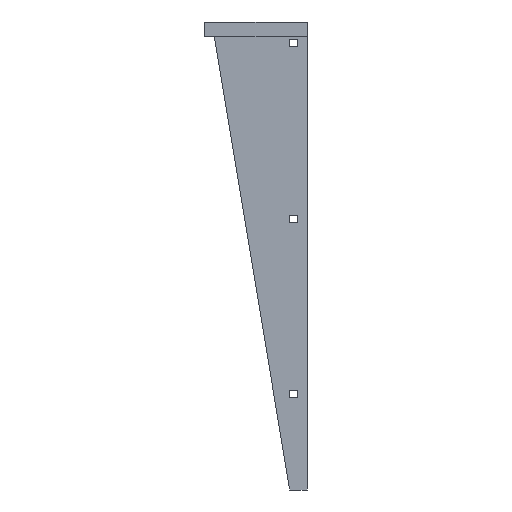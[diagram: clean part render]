
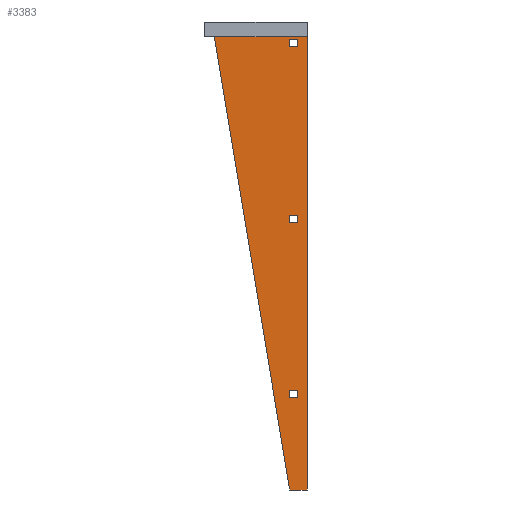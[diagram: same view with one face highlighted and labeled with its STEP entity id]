
A CAD part, left-side view. The second image highlights one B-rep face of the part: STEP entity #3383.
In plain terms, the highlighted planar face has unit normal (-1, 0, 0).
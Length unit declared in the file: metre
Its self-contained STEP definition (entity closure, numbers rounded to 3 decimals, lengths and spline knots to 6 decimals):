
#62=LINE('',#4721,#460);
#142=LINE('',#4923,#540);
#171=LINE('',#4981,#569);
#172=LINE('',#4982,#570);
#173=LINE('',#4983,#571);
#174=LINE('',#4986,#572);
#175=LINE('',#4988,#573);
#176=LINE('',#4990,#574);
#177=LINE('',#4991,#575);
#178=LINE('',#4994,#576);
#179=LINE('',#4996,#577);
#180=LINE('',#4998,#578);
#181=LINE('',#4999,#579);
#182=LINE('',#5002,#580);
#183=LINE('',#5004,#581);
#184=LINE('',#5006,#582);
#460=VECTOR('',#3804,1.);
#540=VECTOR('',#3948,1.);
#569=VECTOR('',#3997,1.);
#570=VECTOR('',#3998,1.);
#571=VECTOR('',#3999,1.);
#572=VECTOR('',#4000,1.);
#573=VECTOR('',#4001,1.);
#574=VECTOR('',#4002,1.);
#575=VECTOR('',#4003,1.);
#576=VECTOR('',#4004,1.);
#577=VECTOR('',#4005,1.);
#578=VECTOR('',#4006,1.);
#579=VECTOR('',#4007,1.);
#580=VECTOR('',#4008,1.);
#581=VECTOR('',#4009,1.);
#582=VECTOR('',#4010,1.);
#1003=ORIENTED_EDGE('',*,*,#1847,.F.);
#1004=ORIENTED_EDGE('',*,*,#1973,.T.);
#1005=ORIENTED_EDGE('',*,*,#1944,.T.);
#1006=ORIENTED_EDGE('',*,*,#1974,.F.);
#1007=ORIENTED_EDGE('',*,*,#1975,.F.);
#1008=ORIENTED_EDGE('',*,*,#1976,.F.);
#1009=ORIENTED_EDGE('',*,*,#1977,.F.);
#1010=ORIENTED_EDGE('',*,*,#1978,.T.);
#1011=ORIENTED_EDGE('',*,*,#1979,.F.);
#1012=ORIENTED_EDGE('',*,*,#1980,.F.);
#1013=ORIENTED_EDGE('',*,*,#1981,.F.);
#1014=ORIENTED_EDGE('',*,*,#1982,.T.);
#1015=ORIENTED_EDGE('',*,*,#1983,.F.);
#1016=ORIENTED_EDGE('',*,*,#1984,.F.);
#1017=ORIENTED_EDGE('',*,*,#1985,.T.);
#1018=ORIENTED_EDGE('',*,*,#1986,.F.);
#1847=EDGE_CURVE('',#2340,#2341,#62,.T.);
#1944=EDGE_CURVE('',#2431,#2430,#142,.T.);
#1973=EDGE_CURVE('',#2340,#2431,#171,.T.);
#1974=EDGE_CURVE('',#2341,#2430,#172,.T.);
#1975=EDGE_CURVE('',#2450,#2451,#173,.T.);
#1976=EDGE_CURVE('',#2452,#2450,#174,.T.);
#1977=EDGE_CURVE('',#2453,#2452,#175,.T.);
#1978=EDGE_CURVE('',#2453,#2451,#176,.T.);
#1979=EDGE_CURVE('',#2454,#2455,#177,.T.);
#1980=EDGE_CURVE('',#2456,#2454,#178,.T.);
#1981=EDGE_CURVE('',#2457,#2456,#179,.T.);
#1982=EDGE_CURVE('',#2457,#2455,#180,.T.);
#1983=EDGE_CURVE('',#2458,#2459,#181,.T.);
#1984=EDGE_CURVE('',#2460,#2458,#182,.T.);
#1985=EDGE_CURVE('',#2460,#2461,#183,.T.);
#1986=EDGE_CURVE('',#2459,#2461,#184,.T.);
#2340=VERTEX_POINT('',#4720);
#2341=VERTEX_POINT('',#4722);
#2430=VERTEX_POINT('',#4922);
#2431=VERTEX_POINT('',#4924);
#2450=VERTEX_POINT('',#4984);
#2451=VERTEX_POINT('',#4985);
#2452=VERTEX_POINT('',#4987);
#2453=VERTEX_POINT('',#4989);
#2454=VERTEX_POINT('',#4992);
#2455=VERTEX_POINT('',#4993);
#2456=VERTEX_POINT('',#4995);
#2457=VERTEX_POINT('',#4997);
#2458=VERTEX_POINT('',#5000);
#2459=VERTEX_POINT('',#5001);
#2460=VERTEX_POINT('',#5003);
#2461=VERTEX_POINT('',#5005);
#2794=EDGE_LOOP('',(#1003,#1004,#1005,#1006));
#2795=EDGE_LOOP('',(#1007,#1008,#1009,#1010));
#2796=EDGE_LOOP('',(#1011,#1012,#1013,#1014));
#2797=EDGE_LOOP('',(#1015,#1016,#1017,#1018));
#3034=FACE_BOUND('',#2794,.T.);
#3035=FACE_BOUND('',#2795,.T.);
#3036=FACE_BOUND('',#2796,.T.);
#3037=FACE_BOUND('',#2797,.T.);
#3261=PLANE('',#3579);
#3383=ADVANCED_FACE('',(#3034,#3035,#3036,#3037),#3261,.T.);
#3579=AXIS2_PLACEMENT_3D('',#4980,#3995,#3996);
#3804=DIRECTION('',(0.,-1.,0.));
#3948=DIRECTION('',(0.,-1.,0.));
#3995=DIRECTION('',(-1.,0.,0.));
#3996=DIRECTION('',(0.,0.,1.));
#3997=DIRECTION('',(0.,-0.164,-0.986));
#3998=DIRECTION('',(0.,0.,-1.));
#3999=DIRECTION('',(0.,0.,-1.));
#4000=DIRECTION('',(0.,1.,0.));
#4001=DIRECTION('',(0.,0.,1.));
#4002=DIRECTION('',(0.,1.,0.));
#4003=DIRECTION('',(0.,0.,-1.));
#4004=DIRECTION('',(0.,1.,0.));
#4005=DIRECTION('',(0.,0.,1.));
#4006=DIRECTION('',(0.,1.,0.));
#4007=DIRECTION('',(0.,1.,0.));
#4008=DIRECTION('',(0.,0.,1.));
#4009=DIRECTION('',(0.,1.,0.));
#4010=DIRECTION('',(0.,0.,-1.));
#4720=CARTESIAN_POINT('',(-0.09525,0.018121,-0.01016));
#4721=CARTESIAN_POINT('',(-0.09525,-0.014605,-0.01016));
#4722=CARTESIAN_POINT('',(-0.09525,-0.022225,-0.01016));
#4922=CARTESIAN_POINT('',(-0.09525,-0.022225,-0.20701));
#4923=CARTESIAN_POINT('',(-0.09525,-0.014605,-0.20701));
#4924=CARTESIAN_POINT('',(-0.09525,-0.014605,-0.20701));
#4980=CARTESIAN_POINT('',(-0.09525,-0.014605,-0.10541));
#4981=CARTESIAN_POINT('',(-0.09525,0.002286,-0.10541));
#4982=CARTESIAN_POINT('',(-0.09525,-0.022225,-0.10541));
#4983=CARTESIAN_POINT('',(-0.09525,-0.014605,-0.10541));
#4984=CARTESIAN_POINT('',(-0.09525,-0.014605,-0.08763));
#4985=CARTESIAN_POINT('',(-0.09525,-0.014605,-0.090805));
#4986=CARTESIAN_POINT('',(-0.09525,-0.014605,-0.08763));
#4987=CARTESIAN_POINT('',(-0.09525,-0.018098,-0.08763));
#4988=CARTESIAN_POINT('',(-0.09525,-0.018098,-0.10541));
#4989=CARTESIAN_POINT('',(-0.09525,-0.018098,-0.090805));
#4990=CARTESIAN_POINT('',(-0.09525,-0.014605,-0.090805));
#4991=CARTESIAN_POINT('',(-0.09525,-0.014605,-0.10541));
#4992=CARTESIAN_POINT('',(-0.09525,-0.014605,-0.16383));
#4993=CARTESIAN_POINT('',(-0.09525,-0.014605,-0.167005));
#4994=CARTESIAN_POINT('',(-0.09525,-0.014605,-0.16383));
#4995=CARTESIAN_POINT('',(-0.09525,-0.018098,-0.16383));
#4996=CARTESIAN_POINT('',(-0.09525,-0.018098,-0.10541));
#4997=CARTESIAN_POINT('',(-0.09525,-0.018098,-0.167005));
#4998=CARTESIAN_POINT('',(-0.09525,-0.014605,-0.167005));
#4999=CARTESIAN_POINT('',(-0.09525,-0.014605,-0.01143));
#5000=CARTESIAN_POINT('',(-0.09525,-0.018098,-0.01143));
#5001=CARTESIAN_POINT('',(-0.09525,-0.014605,-0.01143));
#5002=CARTESIAN_POINT('',(-0.09525,-0.018098,-0.10541));
#5003=CARTESIAN_POINT('',(-0.09525,-0.018098,-0.014605));
#5004=CARTESIAN_POINT('',(-0.09525,-0.014605,-0.014605));
#5005=CARTESIAN_POINT('',(-0.09525,-0.014605,-0.014605));
#5006=CARTESIAN_POINT('',(-0.09525,-0.014605,-0.10541));
